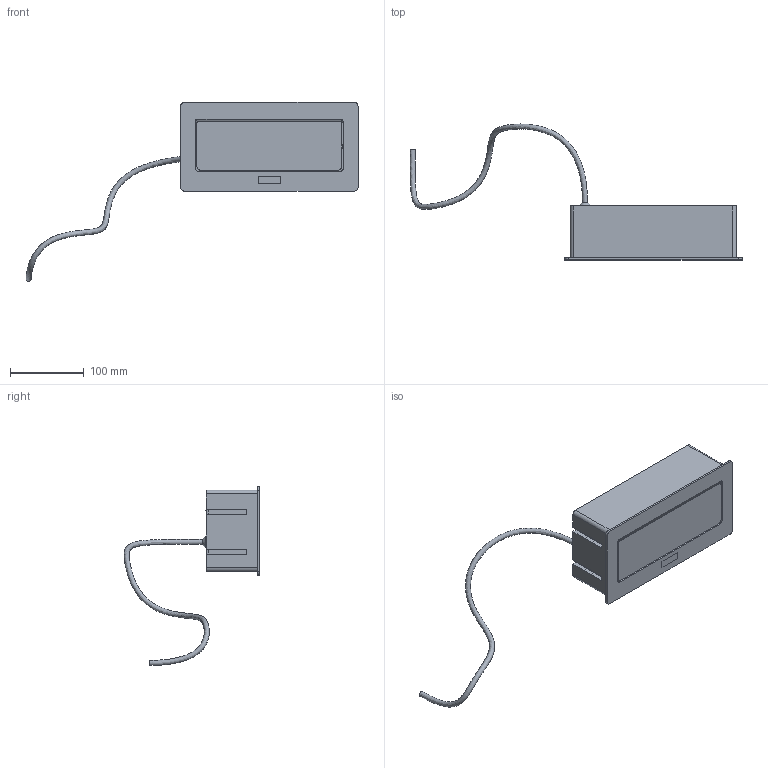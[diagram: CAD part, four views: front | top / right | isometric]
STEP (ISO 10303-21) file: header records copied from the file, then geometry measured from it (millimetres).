
FILE_DESCRIPTION(/* description */ (''),/* implementation_level */ '2;1');
FILE_NAME(/* name */ 'AE-PBSUC2GS-10.stp',/* time_stamp */ '2022-02-04T17:05:59+01:00',/* author */ ('SławomirO'),/* organization */ (''),/* preprocessor_version */ 'ST-DEVELOPER v18.1',/* originating_system */ 'Autodesk Inventor 2021',/* authorisation */ '');
FILE_SCHEMA (('AUTOMOTIVE_DESIGN { 1 0 10303 214 3 1 1 }'));
Length unit declared in the file: millimetre
Products named in the file (1): AE-PBSUC2GU-53
Bounding box: 449.39 x 184.07 x 242.34 mm (x, y, z)
Volume: 671329.6 mm3; surface area: 312235.3 mm2
Topology: 8 solids, 8 shells, 432 faces, 1149 edges, 754 vertices
Faces by surface type: plane 332, cylinder 90, bspline 9, cone 1
Full cylindrical faces by diameter (mm): 3 x7, 5 x4, 6 x4, 7 x1, 9 x3, 15 x3, 37 x1, 38 x2
Entity records: 15316 total; most frequent: CARTESIAN_POINT 4282, ORIENTED_EDGE 2294, DIRECTION 2211, EDGE_CURVE 1147, LINE 883, VECTOR 883, VERTEX_POINT 754, AXIS2_PLACEMENT_3D 664
